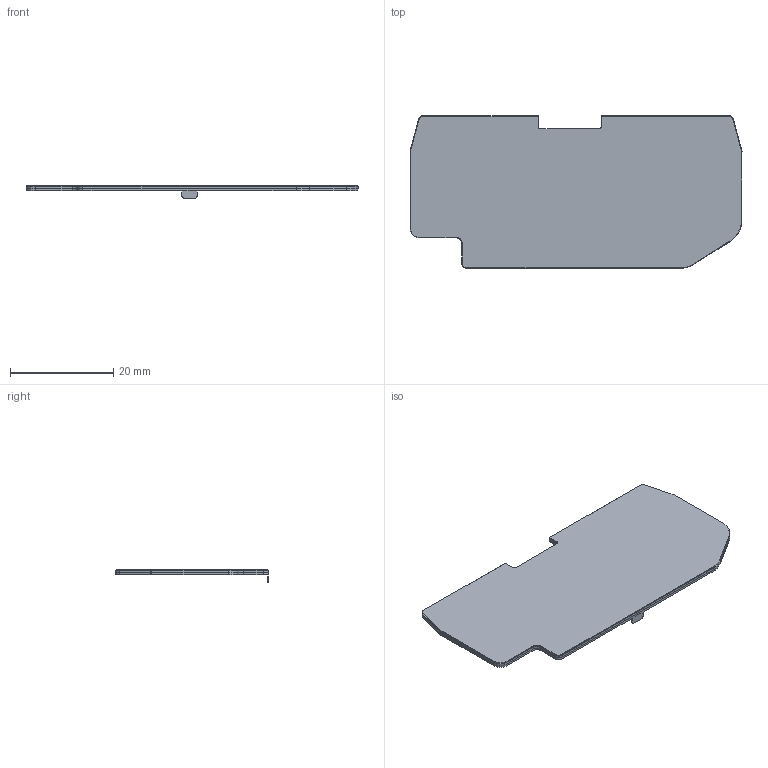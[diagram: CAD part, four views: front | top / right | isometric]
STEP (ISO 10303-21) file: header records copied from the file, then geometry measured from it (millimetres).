
FILE_DESCRIPTION (( 'STEP AP203' ), '1' );
FILE_NAME ('KN-PEC25-21-25.step', '2025-04-29T14:29:08', ( '' ), ( '' ), 'SwSTEP 2.0', 'SolidWorks 2024', '' );
FILE_SCHEMA (( 'CONFIG_CONTROL_DESIGN' ));
Length unit declared in the file: millimetre
Products named in the file (1): KN-PEC25-21-25
Bounding box: 64.37 x 29.61 x 2.4 mm (x, y, z)
Volume: 1763.2 mm3; surface area: 7251.6 mm2
Topology: 2 solids, 2 shells, 78 faces, 222 edges, 148 vertices
Faces by surface type: plane 45, cylinder 33
Entity records: 2627 total; most frequent: CARTESIAN_POINT 449, DIRECTION 446, ORIENTED_EDGE 444, EDGE_CURVE 222, VECTOR 156, LINE 156, VERTEX_POINT 148, AXIS2_PLACEMENT_3D 145
